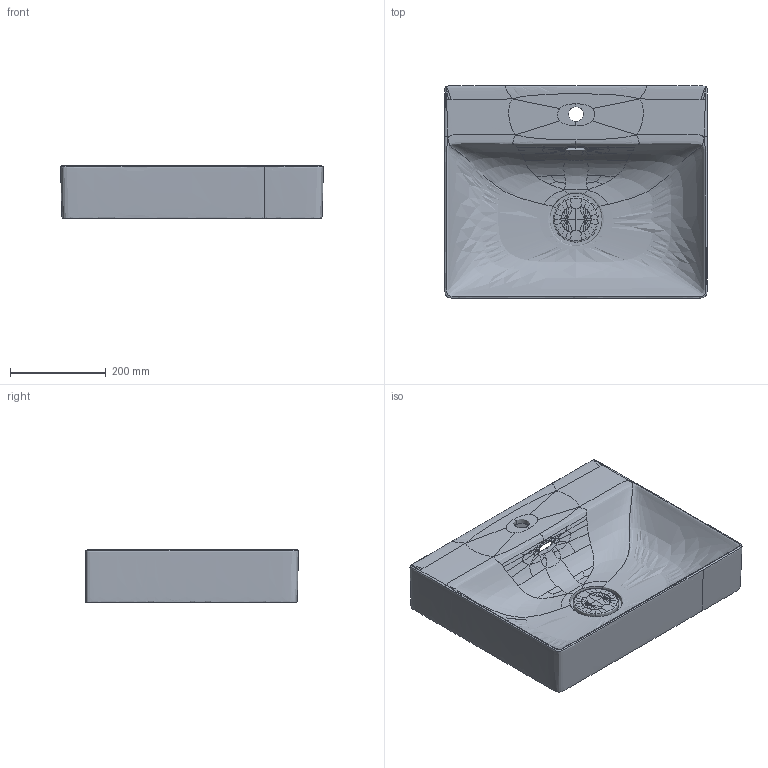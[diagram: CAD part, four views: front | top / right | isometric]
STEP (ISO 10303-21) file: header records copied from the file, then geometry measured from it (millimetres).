
FILE_DESCRIPTION(/* description */ (''),/* implementation_level */ '2;1');
FILE_NAME(/* name */ '6455',/* time_stamp */ '2025-07-04T17:07:11+03:00',/* author */ (''),/* organization */ (''),/* preprocessor_version */ 'ST-DEVELOPER v16.5',/* originating_system */ '',/* authorisation */ '');
FILE_SCHEMA (('AUTOMOTIVE_DESIGN_CC2'));
Length unit declared in the file: millimetre
Products named in the file (1): Document
Bounding box: 549.69 x 445.5 x 110 mm (x, y, z)
Surface area: 542060.8 mm2 (no closed solid volume)
Topology: 0 solids, 2 shells, 195 faces, 483 edges, 288 vertices
Faces by surface type: bspline 195
Entity records: 26488 total; most frequent: CARTESIAN_POINT 23462, ORIENTED_EDGE 958, EDGE_CURVE 483, B_SPLINE_CURVE_WITH_KNOTS 483, VERTEX_POINT 288, ADVANCED_FACE 195, FACE_OUTER_BOUND 195, EDGE_LOOP 195
